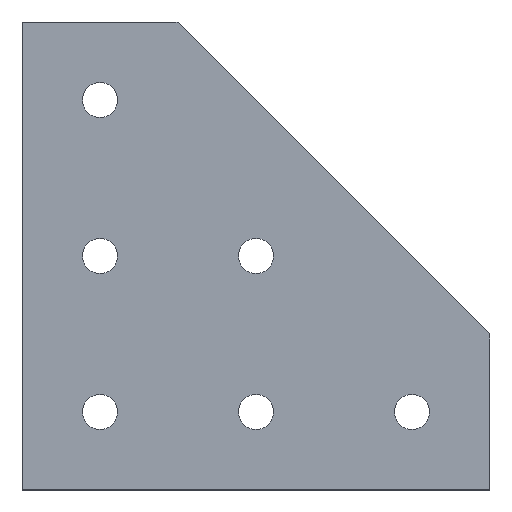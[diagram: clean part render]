
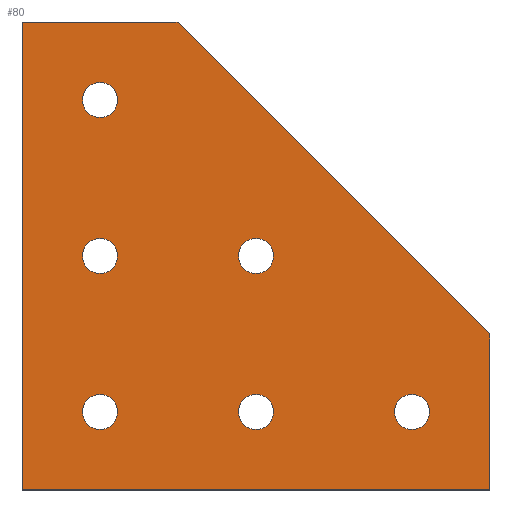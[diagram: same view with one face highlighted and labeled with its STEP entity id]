
A CAD part, top view. The second image highlights one B-rep face of the part: STEP entity #80.
In plain terms, the highlighted planar face has unit normal (0, 0, 1).
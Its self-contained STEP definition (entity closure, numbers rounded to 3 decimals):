
#80=ADVANCED_FACE('',(#159,#160,#161,#162,#163,#164,#165),#166,.T.);
#159=FACE_BOUND('',#235,.T.);
#160=FACE_BOUND('',#236,.T.);
#161=FACE_BOUND('',#237,.T.);
#162=FACE_BOUND('',#238,.T.);
#163=FACE_BOUND('',#239,.T.);
#164=FACE_BOUND('',#240,.T.);
#165=FACE_OUTER_BOUND('',#241,.T.);
#166=PLANE('',#242);
#235=EDGE_LOOP('',(#398,#399));
#236=EDGE_LOOP('',(#400,#401));
#237=EDGE_LOOP('',(#402,#403));
#238=EDGE_LOOP('',(#404,#405));
#239=EDGE_LOOP('',(#406,#407));
#240=EDGE_LOOP('',(#408,#409));
#241=EDGE_LOOP('',(#410,#411,#412,#413,#414));
#242=AXIS2_PLACEMENT_3D('',#415,#416,#417);
#398=ORIENTED_EDGE('',*,*,#495,.T.);
#399=ORIENTED_EDGE('',*,*,#467,.T.);
#400=ORIENTED_EDGE('',*,*,#428,.T.);
#401=ORIENTED_EDGE('',*,*,#438,.T.);
#402=ORIENTED_EDGE('',*,*,#479,.T.);
#403=ORIENTED_EDGE('',*,*,#471,.T.);
#404=ORIENTED_EDGE('',*,*,#441,.T.);
#405=ORIENTED_EDGE('',*,*,#477,.T.);
#406=ORIENTED_EDGE('',*,*,#433,.T.);
#407=ORIENTED_EDGE('',*,*,#451,.T.);
#408=ORIENTED_EDGE('',*,*,#481,.T.);
#409=ORIENTED_EDGE('',*,*,#475,.T.);
#410=ORIENTED_EDGE('',*,*,#490,.F.);
#411=ORIENTED_EDGE('',*,*,#493,.F.);
#412=ORIENTED_EDGE('',*,*,#487,.F.);
#413=ORIENTED_EDGE('',*,*,#445,.F.);
#414=ORIENTED_EDGE('',*,*,#483,.F.);
#415=CARTESIAN_POINT('',(0.0,60.0,3.0));
#416=DIRECTION('',(0.0,0.0,1.0));
#417=DIRECTION('',(1.0,0.0,0.0));
#428=EDGE_CURVE('',#501,#498,#502,.T.);
#433=EDGE_CURVE('',#510,#507,#511,.T.);
#438=EDGE_CURVE('',#498,#501,#517,.T.);
#441=EDGE_CURVE('',#522,#519,#523,.T.);
#445=EDGE_CURVE('',#528,#529,#530,.T.);
#451=EDGE_CURVE('',#507,#510,#538,.T.);
#467=EDGE_CURVE('',#561,#563,#565,.T.);
#471=EDGE_CURVE('',#567,#569,#571,.T.);
#475=EDGE_CURVE('',#573,#575,#577,.T.);
#477=EDGE_CURVE('',#519,#522,#579,.T.);
#479=EDGE_CURVE('',#569,#567,#581,.T.);
#481=EDGE_CURVE('',#575,#573,#583,.T.);
#483=EDGE_CURVE('',#585,#528,#586,.T.);
#487=EDGE_CURVE('',#529,#590,#591,.T.);
#490=EDGE_CURVE('',#594,#585,#595,.T.);
#493=EDGE_CURVE('',#590,#594,#598,.T.);
#495=EDGE_CURVE('',#563,#561,#600,.T.);
#498=VERTEX_POINT('',#603);
#501=VERTEX_POINT('',#607);
#502=CIRCLE('',#608,2.25);
#507=VERTEX_POINT('',#614);
#510=VERTEX_POINT('',#618);
#511=CIRCLE('',#619,2.25);
#517=CIRCLE('',#626,2.25);
#519=VERTEX_POINT('',#628);
#522=VERTEX_POINT('',#632);
#523=CIRCLE('',#633,2.25);
#528=VERTEX_POINT('',#639);
#529=VERTEX_POINT('',#640);
#530=LINE('',#641,#642);
#538=CIRCLE('',#653,2.25);
#561=VERTEX_POINT('',#680);
#563=VERTEX_POINT('',#683);
#565=CIRCLE('',#686,2.25);
#567=VERTEX_POINT('',#688);
#569=VERTEX_POINT('',#691);
#571=CIRCLE('',#694,2.25);
#573=VERTEX_POINT('',#696);
#575=VERTEX_POINT('',#699);
#577=CIRCLE('',#702,2.25);
#579=CIRCLE('',#704,2.25);
#581=CIRCLE('',#706,2.25);
#583=CIRCLE('',#708,2.25);
#585=VERTEX_POINT('',#710);
#586=LINE('',#711,#712);
#590=VERTEX_POINT('',#717);
#591=LINE('',#718,#719);
#594=VERTEX_POINT('',#723);
#595=LINE('',#724,#725);
#598=LINE('',#729,#730);
#600=CIRCLE('',#732,2.25);
#603=CARTESIAN_POINT('',(32.25,10.0,3.0));
#607=CARTESIAN_POINT('',(27.75,10.0,3.0));
#608=AXIS2_PLACEMENT_3D('',#735,#736,#737);
#614=CARTESIAN_POINT('',(32.25,30.0,3.0));
#618=CARTESIAN_POINT('',(27.75,30.0,3.0));
#619=AXIS2_PLACEMENT_3D('',#743,#744,#745);
#626=AXIS2_PLACEMENT_3D('',#753,#754,#755);
#628=CARTESIAN_POINT('',(12.25,30.0,3.0));
#632=CARTESIAN_POINT('',(7.75,30.0,3.0));
#633=AXIS2_PLACEMENT_3D('',#757,#758,#759);
#639=CARTESIAN_POINT('',(60.0,0.0,3.0));
#640=CARTESIAN_POINT('',(0.0,0.0,3.0));
#641=CARTESIAN_POINT('',(60.0,0.0,3.0));
#642=VECTOR('',#764,1.0);
#653=AXIS2_PLACEMENT_3D('',#771,#772,#773);
#680=CARTESIAN_POINT('',(52.25,10.0,3.0));
#683=CARTESIAN_POINT('',(47.75,10.0,3.0));
#686=AXIS2_PLACEMENT_3D('',#801,#802,#803);
#688=CARTESIAN_POINT('',(12.25,10.0,3.0));
#691=CARTESIAN_POINT('',(7.75,10.0,3.0));
#694=AXIS2_PLACEMENT_3D('',#806,#807,#808);
#696=CARTESIAN_POINT('',(12.25,50.0,3.0));
#699=CARTESIAN_POINT('',(7.75,50.0,3.0));
#702=AXIS2_PLACEMENT_3D('',#811,#812,#813);
#704=AXIS2_PLACEMENT_3D('',#814,#815,#816);
#706=AXIS2_PLACEMENT_3D('',#817,#818,#819);
#708=AXIS2_PLACEMENT_3D('',#820,#821,#822);
#710=CARTESIAN_POINT('',(60.0,20.0,3.0));
#711=CARTESIAN_POINT('',(60.0,20.0,3.0));
#712=VECTOR('',#823,1.0);
#717=CARTESIAN_POINT('',(0.0,60.0,3.0));
#718=CARTESIAN_POINT('',(0.0,0.0,3.0));
#719=VECTOR('',#825,1.0);
#723=CARTESIAN_POINT('',(20.0,60.0,3.0));
#724=CARTESIAN_POINT('',(20.0,60.0,3.0));
#725=VECTOR('',#827,1.0);
#729=CARTESIAN_POINT('',(0.0,60.0,3.0));
#730=VECTOR('',#829,1.0);
#732=AXIS2_PLACEMENT_3D('',#830,#831,#832);
#735=CARTESIAN_POINT('',(30.0,10.0,3.0));
#736=DIRECTION('',(0.0,0.0,-1.0));
#737=DIRECTION('',(1.0,0.0,0.0));
#743=CARTESIAN_POINT('',(30.0,30.0,3.0));
#744=DIRECTION('',(0.0,0.0,-1.0));
#745=DIRECTION('',(1.0,0.0,0.0));
#753=CARTESIAN_POINT('',(30.0,10.0,3.0));
#754=DIRECTION('',(0.0,0.0,-1.0));
#755=DIRECTION('',(1.0,0.0,0.0));
#757=CARTESIAN_POINT('',(10.0,30.0,3.0));
#758=DIRECTION('',(0.0,0.0,-1.0));
#759=DIRECTION('',(1.0,0.0,0.0));
#764=DIRECTION('',(-1.0,0.0,0.0));
#771=CARTESIAN_POINT('',(30.0,30.0,3.0));
#772=DIRECTION('',(0.0,0.0,-1.0));
#773=DIRECTION('',(1.0,0.0,0.0));
#801=CARTESIAN_POINT('',(50.0,10.0,3.0));
#802=DIRECTION('',(0.0,0.0,-1.0));
#803=DIRECTION('',(1.0,0.0,0.0));
#806=CARTESIAN_POINT('',(10.0,10.0,3.0));
#807=DIRECTION('',(0.0,0.0,-1.0));
#808=DIRECTION('',(1.0,0.0,0.0));
#811=CARTESIAN_POINT('',(10.0,50.0,3.0));
#812=DIRECTION('',(0.0,0.0,-1.0));
#813=DIRECTION('',(1.0,0.0,0.0));
#814=CARTESIAN_POINT('',(10.0,30.0,3.0));
#815=DIRECTION('',(0.0,0.0,-1.0));
#816=DIRECTION('',(1.0,0.0,0.0));
#817=CARTESIAN_POINT('',(10.0,10.0,3.0));
#818=DIRECTION('',(0.0,0.0,-1.0));
#819=DIRECTION('',(1.0,0.0,0.0));
#820=CARTESIAN_POINT('',(10.0,50.0,3.0));
#821=DIRECTION('',(0.0,0.0,-1.0));
#822=DIRECTION('',(1.0,0.0,0.0));
#823=DIRECTION('',(0.0,-1.0,0.0));
#825=DIRECTION('',(0.0,1.0,0.0));
#827=DIRECTION('',(0.707,-0.707,0.0));
#829=DIRECTION('',(1.0,0.0,0.0));
#830=CARTESIAN_POINT('',(50.0,10.0,3.0));
#831=DIRECTION('',(0.0,0.0,-1.0));
#832=DIRECTION('',(1.0,0.0,0.0));
